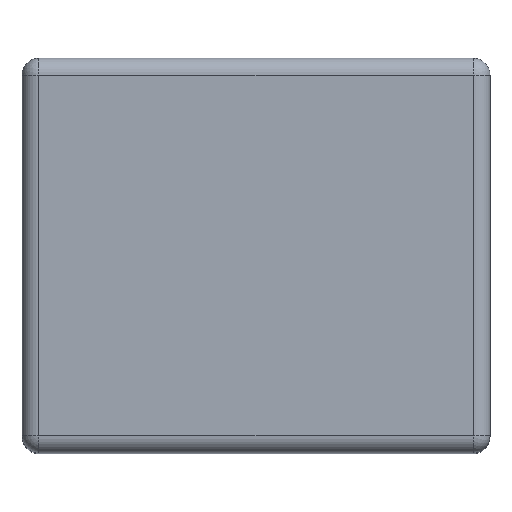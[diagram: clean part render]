
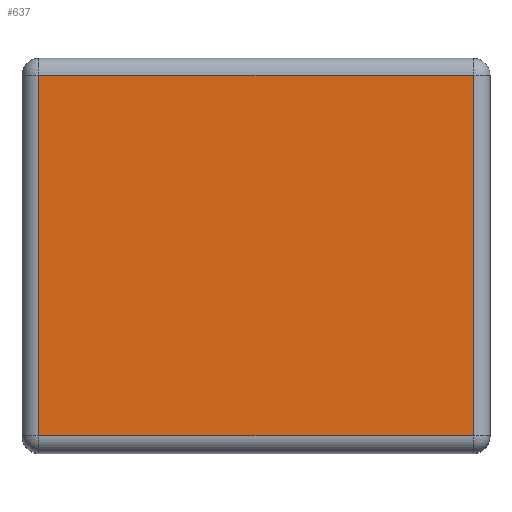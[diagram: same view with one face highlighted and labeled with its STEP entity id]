
A CAD part, top view. The second image highlights one B-rep face of the part: STEP entity #637.
In plain terms, the highlighted planar face has unit normal (0, 0, 1).
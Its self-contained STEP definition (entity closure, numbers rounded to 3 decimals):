
#23=PLANE('',#705);
#51=LINE('',#962,#121);
#55=LINE('',#978,#125);
#57=LINE('',#981,#127);
#59=LINE('',#984,#129);
#121=VECTOR('',#779,10.);
#125=VECTOR('',#797,10.);
#127=VECTOR('',#801,10.);
#129=VECTOR('',#805,10.);
#209=FACE_OUTER_BOUND('',#247,.T.);
#247=EDGE_LOOP('',(#499,#500,#501,#502));
#294=VERTEX_POINT('',#924);
#299=VERTEX_POINT('',#937);
#304=VERTEX_POINT('',#950);
#309=VERTEX_POINT('',#966);
#367=EDGE_CURVE('',#294,#304,#51,.T.);
#375=EDGE_CURVE('',#304,#309,#55,.T.);
#377=EDGE_CURVE('',#309,#299,#57,.T.);
#379=EDGE_CURVE('',#299,#294,#59,.T.);
#499=ORIENTED_EDGE('',*,*,#367,.F.);
#500=ORIENTED_EDGE('',*,*,#379,.F.);
#501=ORIENTED_EDGE('',*,*,#377,.F.);
#502=ORIENTED_EDGE('',*,*,#375,.F.);
#637=ADVANCED_FACE('',(#209),#23,.T.);
#705=AXIS2_PLACEMENT_3D('',#1006,#821,#822);
#779=DIRECTION('',(-1.,0.,0.));
#797=DIRECTION('',(0.,1.,0.));
#801=DIRECTION('',(1.,0.,0.));
#805=DIRECTION('',(0.,-1.,0.));
#821=DIRECTION('center_axis',(0.,0.,1.));
#822=DIRECTION('ref_axis',(1.,0.,0.));
#924=CARTESIAN_POINT('',(19.25,-16.,50.));
#937=CARTESIAN_POINT('',(19.25,16.,50.));
#950=CARTESIAN_POINT('',(-19.25,-16.,50.));
#962=CARTESIAN_POINT('',(-10.375,-16.,50.));
#966=CARTESIAN_POINT('',(-19.25,16.,50.));
#978=CARTESIAN_POINT('',(-19.25,8.75,50.));
#981=CARTESIAN_POINT('',(10.375,16.,50.));
#984=CARTESIAN_POINT('',(19.25,-8.75,50.));
#1006=CARTESIAN_POINT('Origin',(0.,0.,50.));
